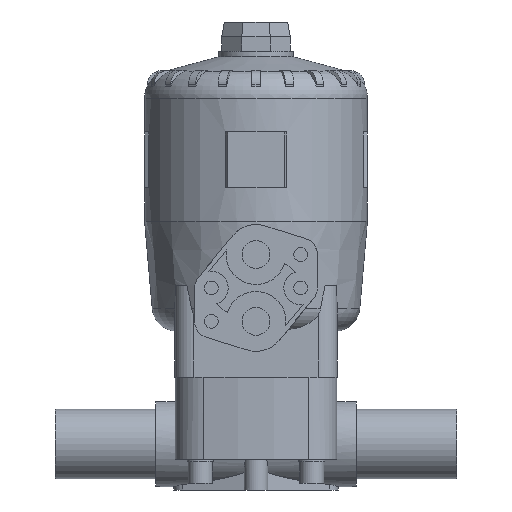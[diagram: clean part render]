
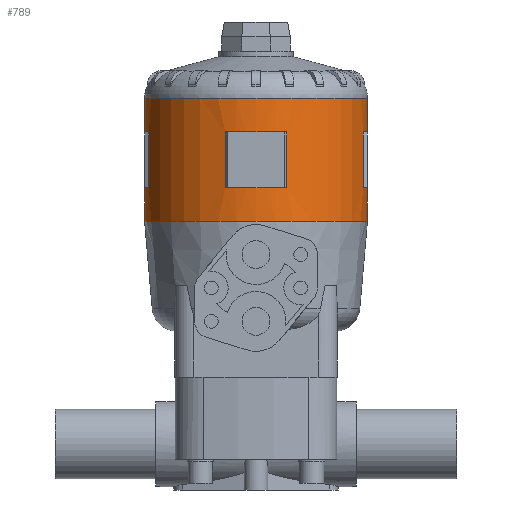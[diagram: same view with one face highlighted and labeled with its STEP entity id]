
A CAD part, front view. The second image highlights one B-rep face of the part: STEP entity #789.
In plain terms, the highlighted cylindrical face has radius 40 mm (diameter 80 mm), a partial arc.
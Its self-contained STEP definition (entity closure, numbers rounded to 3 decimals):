
#789=ADVANCED_FACE('',(#1642,#1643),#1644,.T.);
#1642=FACE_OUTER_BOUND('',#2562,.T.);
#1643=FACE_BOUND('',#2563,.T.);
#1644=CYLINDRICAL_SURFACE('',#2564,40.0);
#2562=EDGE_LOOP('',(#4911,#4912,#4913,#4914,#4915,#4916,#4917,#4918,#4919,#4920,#4921,#4922));
#2563=EDGE_LOOP('',(#4923,#4924,#4925,#4926,#4927,#4928));
#2564=AXIS2_PLACEMENT_3D('',#4929,#4930,#4931);
#4911=ORIENTED_EDGE('',*,*,#5665,.T.);
#4912=ORIENTED_EDGE('',*,*,#5964,.T.);
#4913=ORIENTED_EDGE('',*,*,#5968,.T.);
#4914=ORIENTED_EDGE('',*,*,#5957,.T.);
#4915=ORIENTED_EDGE('',*,*,#5673,.T.);
#4916=ORIENTED_EDGE('',*,*,#6094,.F.);
#4917=ORIENTED_EDGE('',*,*,#5671,.T.);
#4918=ORIENTED_EDGE('',*,*,#6003,.T.);
#4919=ORIENTED_EDGE('',*,*,#6015,.T.);
#4920=ORIENTED_EDGE('',*,*,#6018,.T.);
#4921=ORIENTED_EDGE('',*,*,#5667,.T.);
#4922=ORIENTED_EDGE('',*,*,#5942,.T.);
#4923=ORIENTED_EDGE('',*,*,#5989,.T.);
#4924=ORIENTED_EDGE('',*,*,#5977,.T.);
#4925=ORIENTED_EDGE('',*,*,#5981,.T.);
#4926=ORIENTED_EDGE('',*,*,#5995,.T.);
#4927=ORIENTED_EDGE('',*,*,#5998,.T.);
#4928=ORIENTED_EDGE('',*,*,#5985,.T.);
#4929=CARTESIAN_POINT('',(0.0,0.0,102.035));
#4930=DIRECTION('',(0.0,0.0,1.0));
#4931=DIRECTION('',(1.0,0.0,0.0));
#5665=EDGE_CURVE('',#6877,#6878,#6879,.T.);
#5667=EDGE_CURVE('',#6882,#6880,#6883,.T.);
#5671=EDGE_CURVE('',#6890,#6888,#6891,.T.);
#5673=EDGE_CURVE('',#6894,#6892,#6895,.T.);
#5942=EDGE_CURVE('',#6880,#6877,#7304,.T.);
#5957=EDGE_CURVE('',#7328,#6894,#7329,.T.);
#5964=EDGE_CURVE('',#6878,#7338,#7339,.T.);
#5968=EDGE_CURVE('',#7338,#7328,#7344,.T.);
#5977=EDGE_CURVE('',#7354,#7355,#7356,.T.);
#5981=EDGE_CURVE('',#7355,#7361,#7362,.T.);
#5985=EDGE_CURVE('',#7367,#7368,#7369,.T.);
#5989=EDGE_CURVE('',#7368,#7354,#7374,.T.);
#5995=EDGE_CURVE('',#7361,#7381,#7382,.T.);
#5998=EDGE_CURVE('',#7381,#7367,#7385,.T.);
#6003=EDGE_CURVE('',#6888,#7391,#7392,.T.);
#6015=EDGE_CURVE('',#7391,#7407,#7408,.T.);
#6018=EDGE_CURVE('',#7407,#6882,#7411,.T.);
#6094=EDGE_CURVE('',#6890,#6892,#7537,.T.);
#6877=VERTEX_POINT('',#8783);
#6878=VERTEX_POINT('',#8784);
#6879=LINE('',#8785,#8786);
#6880=VERTEX_POINT('',#8787);
#6882=VERTEX_POINT('',#8789);
#6883=LINE('',#8790,#8791);
#6888=VERTEX_POINT('',#8797);
#6890=VERTEX_POINT('',#8799);
#6891=LINE('',#8800,#8801);
#6892=VERTEX_POINT('',#8802);
#6894=VERTEX_POINT('',#8804);
#6895=LINE('',#8805,#8806);
#7304=CIRCLE('',#10030,40.0);
#7328=VERTEX_POINT('',#10135);
#7329=CIRCLE('',#10136,40.0);
#7338=VERTEX_POINT('',#10149);
#7339=CIRCLE('',#10150,40.0);
#7344=LINE('',#10157,#10158);
#7354=VERTEX_POINT('',#10172);
#7355=VERTEX_POINT('',#10173);
#7356=CIRCLE('',#10174,40.0);
#7361=VERTEX_POINT('',#10181);
#7362=CIRCLE('',#10182,40.0);
#7367=VERTEX_POINT('',#10189);
#7368=VERTEX_POINT('',#10190);
#7369=CIRCLE('',#10191,40.0);
#7374=LINE('',#10198,#10199);
#7381=VERTEX_POINT('',#10209);
#7382=LINE('',#10210,#10211);
#7385=CIRCLE('',#10215,40.0);
#7391=VERTEX_POINT('',#10223);
#7392=CIRCLE('',#10224,40.0);
#7407=VERTEX_POINT('',#10246);
#7408=LINE('',#10247,#10248);
#7411=CIRCLE('',#10252,40.0);
#7537=CIRCLE('',#10887,40.0);
#8783=CARTESIAN_POINT('',(40.0,0.0,79.91));
#8784=CARTESIAN_POINT('',(40.0,0.,92.025));
#8785=CARTESIAN_POINT('',(40.0,0.,102.035));
#8786=VECTOR('',#12343,1.0);
#8787=CARTESIAN_POINT('',(-40.0,0.,79.91));
#8789=CARTESIAN_POINT('',(-40.0,0.,92.025));
#8790=CARTESIAN_POINT('',(-40.0,0.,102.035));
#8791=VECTOR('',#12347,1.0);
#8797=CARTESIAN_POINT('',(-40.0,0.,112.025));
#8799=CARTESIAN_POINT('',(-40.0,0.,124.161));
#8800=CARTESIAN_POINT('',(-40.0,0.,102.035));
#8801=VECTOR('',#12355,1.0);
#8802=CARTESIAN_POINT('',(40.0,0.0,124.161));
#8804=CARTESIAN_POINT('',(40.0,0.,112.025));
#8805=CARTESIAN_POINT('',(40.0,0.,102.035));
#8806=VECTOR('',#12359,1.0);
#10030=AXIS2_PLACEMENT_3D('',#12635,#12636,#12637);
#10135=CARTESIAN_POINT('',(38.443,-11.051,112.025));
#10136=AXIS2_PLACEMENT_3D('',#12656,#12657,#12658);
#10149=CARTESIAN_POINT('',(38.443,-11.051,92.025));
#10150=AXIS2_PLACEMENT_3D('',#12663,#12664,#12665);
#10157=CARTESIAN_POINT('',(38.443,-11.051,102.025));
#10158=VECTOR('',#12668,1.0);
#10172=CARTESIAN_POINT('',(-11.051,-38.443,112.025));
#10173=CARTESIAN_POINT('',(0.,-40.0,112.025));
#10174=AXIS2_PLACEMENT_3D('',#12673,#12674,#12675);
#10181=CARTESIAN_POINT('',(11.051,-38.443,112.025));
#10182=AXIS2_PLACEMENT_3D('',#12678,#12679,#12680);
#10189=CARTESIAN_POINT('',(0.,-40.0,92.025));
#10190=CARTESIAN_POINT('',(-11.051,-38.443,92.025));
#10191=AXIS2_PLACEMENT_3D('',#12683,#12684,#12685);
#10198=CARTESIAN_POINT('',(-11.051,-38.443,102.025));
#10199=VECTOR('',#12688,1.0);
#10209=CARTESIAN_POINT('',(11.051,-38.443,92.025));
#10210=CARTESIAN_POINT('',(11.051,-38.443,102.025));
#10211=VECTOR('',#12692,1.0);
#10215=AXIS2_PLACEMENT_3D('',#12694,#12695,#12696);
#10223=CARTESIAN_POINT('',(-38.443,-11.051,112.025));
#10224=AXIS2_PLACEMENT_3D('',#12699,#12700,#12701);
#10246=CARTESIAN_POINT('',(-38.443,-11.051,92.025));
#10247=CARTESIAN_POINT('',(-38.443,-11.051,102.025));
#10248=VECTOR('',#12709,1.0);
#10252=AXIS2_PLACEMENT_3D('',#12711,#12712,#12713);
#10887=AXIS2_PLACEMENT_3D('',#12769,#12770,#12771);
#12343=DIRECTION('',(0.0,0.0,1.0));
#12347=DIRECTION('',(-0.0,-0.0,-1.0));
#12355=DIRECTION('',(-0.0,-0.0,-1.0));
#12359=DIRECTION('',(0.0,0.0,1.0));
#12635=CARTESIAN_POINT('',(0.0,0.0,79.91));
#12636=DIRECTION('',(0.0,0.0,1.0));
#12637=DIRECTION('',(1.0,0.0,0.0));
#12656=CARTESIAN_POINT('',(0.0,0.0,112.025));
#12657=DIRECTION('',(0.0,-0.0,1.0));
#12658=DIRECTION('',(1.0,0.0,0.0));
#12663=CARTESIAN_POINT('',(0.0,0.0,92.025));
#12664=DIRECTION('',(0.0,0.0,-1.0));
#12665=DIRECTION('',(1.0,0.0,0.0));
#12668=DIRECTION('',(0.0,0.0,1.0));
#12673=CARTESIAN_POINT('',(0.0,0.0,112.025));
#12674=DIRECTION('',(0.0,-0.0,1.0));
#12675=DIRECTION('',(1.0,0.0,0.0));
#12678=CARTESIAN_POINT('',(0.0,0.0,112.025));
#12679=DIRECTION('',(0.0,-0.0,1.0));
#12680=DIRECTION('',(1.0,0.0,0.0));
#12683=CARTESIAN_POINT('',(0.0,0.0,92.025));
#12684=DIRECTION('',(0.0,0.0,-1.0));
#12685=DIRECTION('',(1.0,0.0,0.0));
#12688=DIRECTION('',(0.0,0.0,1.0));
#12692=DIRECTION('',(-0.0,-0.0,-1.0));
#12694=CARTESIAN_POINT('',(0.0,0.0,92.025));
#12695=DIRECTION('',(0.0,0.0,-1.0));
#12696=DIRECTION('',(1.0,0.0,0.0));
#12699=CARTESIAN_POINT('',(0.0,0.0,112.025));
#12700=DIRECTION('',(0.0,-0.0,1.0));
#12701=DIRECTION('',(1.0,0.0,0.0));
#12709=DIRECTION('',(-0.0,-0.0,-1.0));
#12711=CARTESIAN_POINT('',(0.0,0.0,92.025));
#12712=DIRECTION('',(0.0,0.0,-1.0));
#12713=DIRECTION('',(1.0,0.0,0.0));
#12769=CARTESIAN_POINT('',(0.0,0.0,124.161));
#12770=DIRECTION('',(0.0,0.0,1.0));
#12771=DIRECTION('',(1.0,0.0,0.0));
